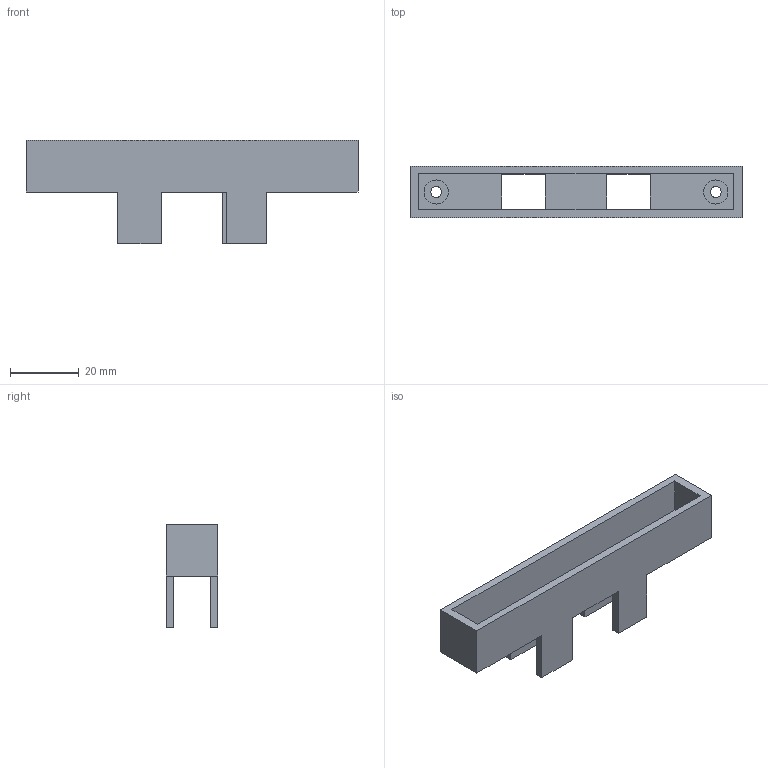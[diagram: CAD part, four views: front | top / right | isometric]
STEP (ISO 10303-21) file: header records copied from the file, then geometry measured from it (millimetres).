
FILE_DESCRIPTION(/* description */ (''),/* implementation_level */ '2;1');
FILE_NAME(/* name */ 'connectorrgb v2.step',/* time_stamp */ '2024-08-12T15:59:03+01:00',/* author */ (''),/* organization */ (''),/* preprocessor_version */ 'ST-DEVELOPER v20',/* originating_system */ 'Autodesk Translation Framework v13.14.0.145',/* authorisation */ '');
FILE_SCHEMA (('AUTOMOTIVE_DESIGN { 1 0 10303 214 3 1 1 }'));
Length unit declared in the file: millimetre
Products named in the file (1): connectorrgb
Bounding box: 96.52 x 15 x 30 mm (x, y, z)
Volume: 10611.2 mm3; surface area: 10290.3 mm2
Topology: 1 solids, 1 shells, 37 faces, 104 edges, 68 vertices
Faces by surface type: plane 33, cylinder 4
Full cylindrical faces by diameter (mm): 3.2 x2, 7 x2
Entity records: 1223 total; most frequent: CARTESIAN_POINT 210, ORIENTED_EDGE 208, DIRECTION 188, EDGE_CURVE 104, LINE 96, VECTOR 96, VERTEX_POINT 68, AXIS2_PLACEMENT_3D 46
